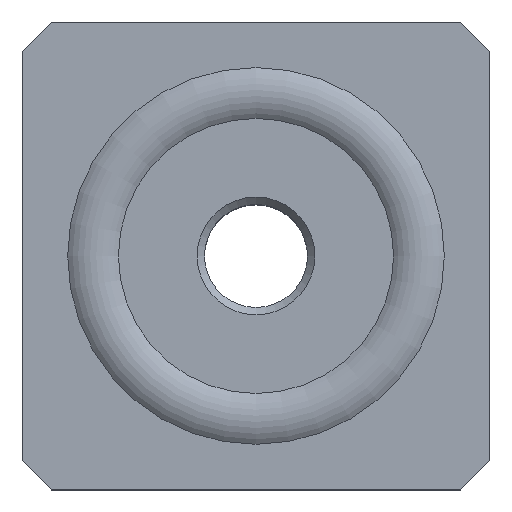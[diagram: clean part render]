
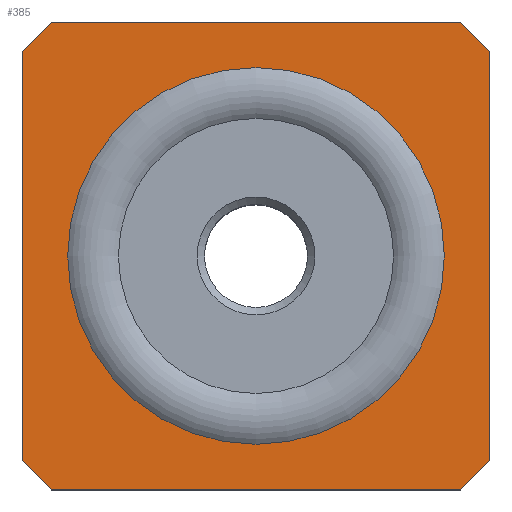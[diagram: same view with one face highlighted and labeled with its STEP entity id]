
A CAD part, top view. The second image highlights one B-rep face of the part: STEP entity #385.
In plain terms, the highlighted planar face has unit normal (0, 0, 1).
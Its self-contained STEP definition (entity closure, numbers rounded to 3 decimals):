
#21=FACE_BOUND('',#87,.T.);
#35=PLANE('',#448);
#60=FACE_OUTER_BOUND('',#86,.T.);
#86=EDGE_LOOP('',(#353,#354,#355,#356,#357,#358,#359,#360));
#87=EDGE_LOOP('',(#361,#362));
#94=LINE('',#631,#124);
#100=LINE('',#642,#130);
#107=LINE('',#658,#137);
#110=LINE('',#663,#140);
#112=LINE('',#667,#142);
#114=LINE('',#671,#144);
#116=LINE('',#674,#146);
#117=LINE('',#676,#147);
#124=VECTOR('',#525,10.);
#130=VECTOR('',#533,10.);
#137=VECTOR('',#544,10.);
#140=VECTOR('',#549,10.);
#142=VECTOR('',#553,10.);
#144=VECTOR('',#557,10.);
#146=VECTOR('',#561,10.);
#147=VECTOR('',#564,10.);
#154=CIRCLE('',#416,12.8);
#155=CIRCLE('',#417,12.8);
#176=VERTEX_POINT('',#586);
#177=VERTEX_POINT('',#587);
#191=VERTEX_POINT('',#629);
#192=VERTEX_POINT('',#630);
#196=VERTEX_POINT('',#640);
#202=VERTEX_POINT('',#656);
#203=VERTEX_POINT('',#657);
#204=VERTEX_POINT('',#662);
#205=VERTEX_POINT('',#666);
#206=VERTEX_POINT('',#670);
#215=EDGE_CURVE('',#176,#177,#154,.T.);
#216=EDGE_CURVE('',#177,#176,#155,.T.);
#235=EDGE_CURVE('',#191,#192,#94,.T.);
#241=EDGE_CURVE('',#191,#196,#100,.T.);
#248=EDGE_CURVE('',#202,#203,#107,.T.);
#251=EDGE_CURVE('',#204,#203,#110,.T.);
#253=EDGE_CURVE('',#204,#205,#112,.T.);
#255=EDGE_CURVE('',#206,#196,#114,.T.);
#257=EDGE_CURVE('',#202,#192,#116,.T.);
#258=EDGE_CURVE('',#206,#205,#117,.T.);
#353=ORIENTED_EDGE('',*,*,#235,.F.);
#354=ORIENTED_EDGE('',*,*,#241,.T.);
#355=ORIENTED_EDGE('',*,*,#255,.F.);
#356=ORIENTED_EDGE('',*,*,#258,.T.);
#357=ORIENTED_EDGE('',*,*,#253,.F.);
#358=ORIENTED_EDGE('',*,*,#251,.T.);
#359=ORIENTED_EDGE('',*,*,#248,.F.);
#360=ORIENTED_EDGE('',*,*,#257,.T.);
#361=ORIENTED_EDGE('',*,*,#215,.T.);
#362=ORIENTED_EDGE('',*,*,#216,.T.);
#385=ADVANCED_FACE('',(#60,#21),#35,.T.);
#416=AXIS2_PLACEMENT_3D('',#588,#473,#474);
#417=AXIS2_PLACEMENT_3D('',#589,#475,#476);
#448=AXIS2_PLACEMENT_3D('',#677,#565,#566);
#473=DIRECTION('center_axis',(0.,0.,-1.));
#474=DIRECTION('ref_axis',(-1.,0.,0.));
#475=DIRECTION('center_axis',(0.,0.,-1.));
#476=DIRECTION('ref_axis',(-1.,0.,0.));
#525=DIRECTION('',(0.707,-0.707,0.));
#533=DIRECTION('',(-1.,0.,0.));
#544=DIRECTION('',(-0.707,-0.707,0.));
#549=DIRECTION('',(1.,0.,0.));
#553=DIRECTION('',(-0.707,0.707,0.));
#557=DIRECTION('',(0.707,0.707,0.));
#561=DIRECTION('',(0.,1.,0.));
#564=DIRECTION('',(0.,-1.,0.));
#565=DIRECTION('center_axis',(0.,0.,1.));
#566=DIRECTION('ref_axis',(1.,0.,0.));
#586=CARTESIAN_POINT('',(-12.8,0.,4.6));
#587=CARTESIAN_POINT('',(12.8,0.,4.6));
#588=CARTESIAN_POINT('Origin',(0.,0.,4.6));
#589=CARTESIAN_POINT('Origin',(0.,0.,4.6));
#629=CARTESIAN_POINT('',(13.9,15.9,4.6));
#630=CARTESIAN_POINT('',(15.9,13.9,4.6));
#631=CARTESIAN_POINT('',(14.9,14.9,4.6));
#640=CARTESIAN_POINT('',(-13.9,15.9,4.6));
#642=CARTESIAN_POINT('',(-15.9,15.9,4.6));
#656=CARTESIAN_POINT('',(15.9,-13.9,4.6));
#657=CARTESIAN_POINT('',(13.9,-15.9,4.6));
#658=CARTESIAN_POINT('',(14.9,-14.9,4.6));
#662=CARTESIAN_POINT('',(-13.9,-15.9,4.6));
#663=CARTESIAN_POINT('',(15.9,-15.9,4.6));
#666=CARTESIAN_POINT('',(-15.9,-13.9,4.6));
#667=CARTESIAN_POINT('',(-14.9,-14.9,4.6));
#670=CARTESIAN_POINT('',(-15.9,13.9,4.6));
#671=CARTESIAN_POINT('',(-14.9,14.9,4.6));
#674=CARTESIAN_POINT('',(15.9,15.9,4.6));
#676=CARTESIAN_POINT('',(-15.9,-15.9,4.6));
#677=CARTESIAN_POINT('Origin',(0.,0.,4.6));
